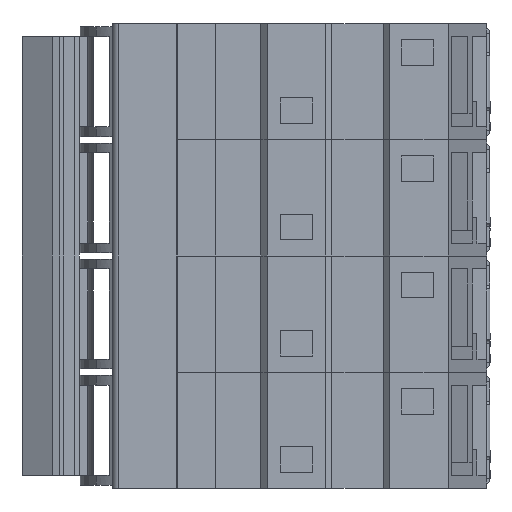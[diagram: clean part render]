
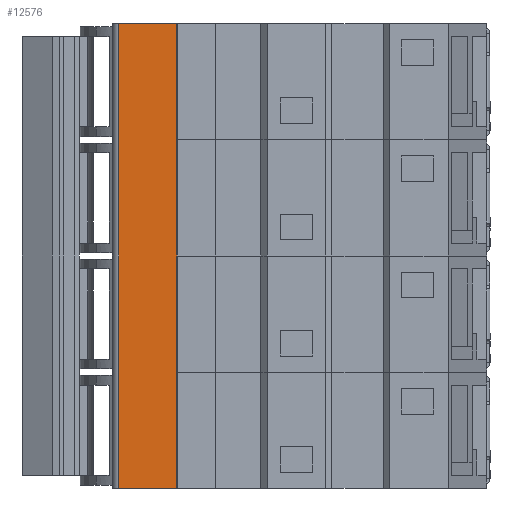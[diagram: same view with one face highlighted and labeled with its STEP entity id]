
A CAD part, front view. The second image highlights one B-rep face of the part: STEP entity #12576.
In plain terms, the highlighted planar face has unit normal (0, -1, 0).
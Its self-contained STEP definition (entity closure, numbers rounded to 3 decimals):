
#306 = DIRECTION ( 'NONE',  ( 1., 0., 0. ) ) ;
#724 = DIRECTION ( 'NONE',  ( 0., 0., -1. ) ) ;
#1156 = EDGE_CURVE ( 'NONE', #4991, #11026, #8331, .T. ) ;
#1578 = VERTEX_POINT ( 'NONE', #9994 ) ;
#2479 = DIRECTION ( 'NONE',  ( 0., 0., 1. ) ) ;
#2953 = DIRECTION ( 'NONE',  ( 1., 0., 0. ) ) ;
#3193 = VECTOR ( 'NONE', #306, 1000. ) ;
#3804 = EDGE_LOOP ( 'NONE', ( #8843, #4808, #11365, #5909 ) ) ;
#4569 = CARTESIAN_POINT ( 'NONE',  ( 0., 0., 72. ) ) ;
#4682 = CARTESIAN_POINT ( 'NONE',  ( 10., 0., 0. ) ) ;
#4808 = ORIENTED_EDGE ( 'NONE', *, *, #6727, .T. ) ;
#4929 = EDGE_CURVE ( 'NONE', #5026, #11026, #8492, .T. ) ;
#4991 = VERTEX_POINT ( 'NONE', #7016 ) ;
#5026 = VERTEX_POINT ( 'NONE', #7062 ) ;
#5592 = CARTESIAN_POINT ( 'NONE',  ( 0., 0., 72. ) ) ;
#5909 = ORIENTED_EDGE ( 'NONE', *, *, #4929, .F. ) ;
#6296 = LINE ( 'NONE', #4569, #3193 ) ;
#6727 = EDGE_CURVE ( 'NONE', #1578, #4991, #12122, .T. ) ;
#6929 = CARTESIAN_POINT ( 'NONE',  ( 10., 0., 72. ) ) ;
#7016 = CARTESIAN_POINT ( 'NONE',  ( 1., 0., 0. ) ) ;
#7062 = CARTESIAN_POINT ( 'NONE',  ( 10., 0., 72. ) ) ;
#7086 = CARTESIAN_POINT ( 'NONE',  ( 1., 0., 72. ) ) ;
#7630 = AXIS2_PLACEMENT_3D ( 'NONE', #5592, #8744, #2479 ) ;
#8152 = VECTOR ( 'NONE', #10111, 1000. ) ;
#8331 = LINE ( 'NONE', #10288, #13665 ) ;
#8492 = LINE ( 'NONE', #6929, #8152 ) ;
#8744 = DIRECTION ( 'NONE',  ( 0., 1., 0. ) ) ;
#8843 = ORIENTED_EDGE ( 'NONE', *, *, #9711, .F. ) ;
#9253 = VECTOR ( 'NONE', #724, 1000. ) ;
#9711 = EDGE_CURVE ( 'NONE', #1578, #5026, #6296, .T. ) ;
#9994 = CARTESIAN_POINT ( 'NONE',  ( 1., 0., 72. ) ) ;
#10111 = DIRECTION ( 'NONE',  ( 0., 0., -1. ) ) ;
#10288 = CARTESIAN_POINT ( 'NONE',  ( 0., 0., 0. ) ) ;
#10358 = FACE_OUTER_BOUND ( 'NONE', #3804, .T. ) ;
#10845 = PLANE ( 'NONE',  #7630 ) ;
#11026 = VERTEX_POINT ( 'NONE', #4682 ) ;
#11365 = ORIENTED_EDGE ( 'NONE', *, *, #1156, .T. ) ;
#12122 = LINE ( 'NONE', #7086, #9253 ) ;
#12576 = ADVANCED_FACE ( 'NONE', ( #10358 ), #10845, .F. ) ;
#13665 = VECTOR ( 'NONE', #2953, 1000. ) ;
